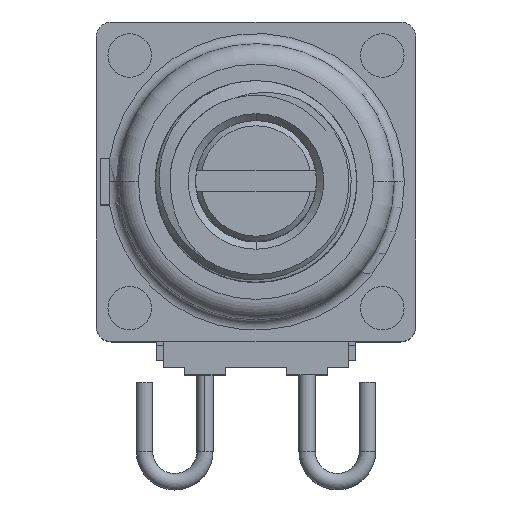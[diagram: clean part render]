
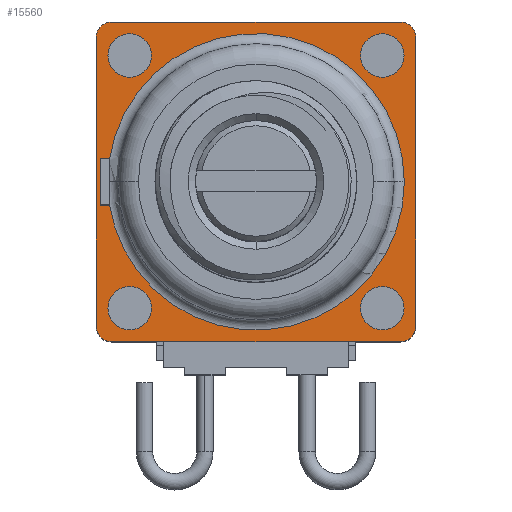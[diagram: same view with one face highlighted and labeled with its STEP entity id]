
A CAD part, top view. The second image highlights one B-rep face of the part: STEP entity #15560.
In plain terms, the highlighted face is planar.
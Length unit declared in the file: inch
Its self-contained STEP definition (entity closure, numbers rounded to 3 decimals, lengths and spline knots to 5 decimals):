
#14841=CARTESIAN_POINT('',(-0.2825,0.2825,0.));
#14842=DIRECTION('',(0.,0.,1.));
#14843=DIRECTION('',(0.,1.,0.));
#14844=AXIS2_PLACEMENT_3D('',#14841,#14842,#14843);
#14846=CARTESIAN_POINT('',(-0.2825,-0.2825,0.));
#14847=DIRECTION('',(0.,0.,1.));
#14848=DIRECTION('',(-1.,0.,0.));
#14849=AXIS2_PLACEMENT_3D('',#14846,#14847,#14848);
#14851=CARTESIAN_POINT('',(0.2825,-0.2825,0.));
#14852=DIRECTION('',(0.,0.,1.));
#14853=DIRECTION('',(0.,-1.,0.));
#14854=AXIS2_PLACEMENT_3D('',#14851,#14852,#14853);
#14856=CARTESIAN_POINT('',(0.2825,0.2825,0.));
#14857=DIRECTION('',(0.,0.,1.));
#14858=DIRECTION('',(1.,0.,0.));
#14859=AXIS2_PLACEMENT_3D('',#14856,#14857,#14858);
#14861=CARTESIAN_POINT('',(0.247,0.247,0.));
#14862=DIRECTION('',(0.,0.,-1.));
#14863=DIRECTION('',(-1.,0.,0.));
#14864=AXIS2_PLACEMENT_3D('',#14861,#14862,#14863);
#14866=CARTESIAN_POINT('',(0.247,0.247,0.));
#14867=DIRECTION('',(0.,0.,-1.));
#14868=DIRECTION('',(1.,0.,0.));
#14869=AXIS2_PLACEMENT_3D('',#14866,#14867,#14868);
#14871=CARTESIAN_POINT('',(-0.247,0.247,0.));
#14872=DIRECTION('',(0.,0.,-1.));
#14873=DIRECTION('',(-1.,0.,0.));
#14874=AXIS2_PLACEMENT_3D('',#14871,#14872,#14873);
#14876=CARTESIAN_POINT('',(-0.247,0.247,0.));
#14877=DIRECTION('',(0.,0.,-1.));
#14878=DIRECTION('',(1.,0.,0.));
#14879=AXIS2_PLACEMENT_3D('',#14876,#14877,#14878);
#14881=CARTESIAN_POINT('',(-0.247,-0.247,0.));
#14882=DIRECTION('',(0.,0.,-1.));
#14883=DIRECTION('',(-1.,0.,0.));
#14884=AXIS2_PLACEMENT_3D('',#14881,#14882,#14883);
#14886=CARTESIAN_POINT('',(-0.247,-0.247,0.));
#14887=DIRECTION('',(0.,0.,-1.));
#14888=DIRECTION('',(1.,0.,0.));
#14889=AXIS2_PLACEMENT_3D('',#14886,#14887,#14888);
#14891=CARTESIAN_POINT('',(0.247,-0.247,0.));
#14892=DIRECTION('',(0.,0.,-1.));
#14893=DIRECTION('',(-1.,0.,0.));
#14894=AXIS2_PLACEMENT_3D('',#14891,#14892,#14893);
#14896=CARTESIAN_POINT('',(0.247,-0.247,0.));
#14897=DIRECTION('',(0.,0.,-1.));
#14898=DIRECTION('',(1.,0.,0.));
#14899=AXIS2_PLACEMENT_3D('',#14896,#14897,#14898);
#14901=CARTESIAN_POINT('',(0.,0.,0.));
#14902=DIRECTION('',(0.,0.,-1.));
#14903=DIRECTION('',(0.99,-0.143,0.));
#14904=AXIS2_PLACEMENT_3D('',#14901,#14902,#14903);
#14906=CARTESIAN_POINT('',(0.,0.,0.));
#14907=DIRECTION('',(0.,0.,-1.));
#14908=DIRECTION('',(-1.,0.,0.));
#14909=AXIS2_PLACEMENT_3D('',#14906,#14907,#14908);
#14919=DIRECTION('',(1.,0.,0.));
#14920=VECTOR('',#14919,0.565);
#14921=CARTESIAN_POINT('',(-0.2825,0.3125,0.));
#14922=LINE('',#14921,#14920);
#14931=DIRECTION('',(0.,-1.,0.));
#14932=VECTOR('',#14931,0.565);
#14933=CARTESIAN_POINT('',(0.3125,0.2825,0.));
#14934=LINE('',#14933,#14932);
#14943=DIRECTION('',(-1.,0.,0.));
#14944=VECTOR('',#14943,0.565);
#14945=CARTESIAN_POINT('',(0.2825,-0.3125,0.));
#14946=LINE('',#14945,#14944);
#14955=DIRECTION('',(0.,1.,0.));
#14956=VECTOR('',#14955,0.565);
#14957=CARTESIAN_POINT('',(-0.3125,-0.2825,0.));
#14958=LINE('',#14957,#14956);
#15256=CARTESIAN_POINT('',(0.,0.,0.));
#15257=DIRECTION('',(0.,0.,1.));
#15258=DIRECTION('',(-1.,0.,0.));
#15259=AXIS2_PLACEMENT_3D('',#15256,#15257,#15258);
#15261=DIRECTION('',(0.,-1.,0.));
#15262=VECTOR('',#15261,0.00389);
#15263=CARTESIAN_POINT('',(0.287,-0.04161,0.));
#15264=LINE('',#15263,#15262);
#15269=DIRECTION('',(0.,-1.,0.));
#15270=VECTOR('',#15269,0.00389);
#15271=CARTESIAN_POINT('',(0.287,0.0455,0.));
#15272=LINE('',#15271,#15270);
#15287=DIRECTION('',(1.,0.,0.));
#15288=VECTOR('',#15287,0.018);
#15289=CARTESIAN_POINT('',(0.287,-0.0455,0.));
#15290=LINE('',#15289,#15288);
#15295=DIRECTION('',(0.,1.,0.));
#15296=VECTOR('',#15295,0.091);
#15297=CARTESIAN_POINT('',(0.305,-0.0455,0.));
#15298=LINE('',#15297,#15296);
#15303=DIRECTION('',(-1.,0.,0.));
#15304=VECTOR('',#15303,0.018);
#15305=CARTESIAN_POINT('',(0.305,0.0455,0.));
#15306=LINE('',#15305,#15304);
#15349=CARTESIAN_POINT('',(-0.2825,0.3125,0.));
#15350=CARTESIAN_POINT('',(-0.3125,0.2825,0.));
#15351=VERTEX_POINT('',#15349);
#15352=VERTEX_POINT('',#15350);
#15353=CARTESIAN_POINT('',(-0.3125,-0.2825,0.));
#15354=VERTEX_POINT('',#15353);
#15355=CARTESIAN_POINT('',(-0.2825,-0.3125,0.));
#15356=VERTEX_POINT('',#15355);
#15357=CARTESIAN_POINT('',(0.2825,-0.3125,0.));
#15358=VERTEX_POINT('',#15357);
#15359=CARTESIAN_POINT('',(0.3125,-0.2825,0.));
#15360=VERTEX_POINT('',#15359);
#15361=CARTESIAN_POINT('',(0.3125,0.2825,0.));
#15362=VERTEX_POINT('',#15361);
#15363=CARTESIAN_POINT('',(0.2825,0.3125,0.));
#15364=VERTEX_POINT('',#15363);
#15365=CARTESIAN_POINT('',(0.2155,0.247,0.));
#15366=CARTESIAN_POINT('',(0.2785,0.247,0.));
#15367=VERTEX_POINT('',#15365);
#15368=VERTEX_POINT('',#15366);
#15369=CARTESIAN_POINT('',(-0.2785,0.247,0.));
#15370=CARTESIAN_POINT('',(-0.2155,0.247,0.));
#15371=VERTEX_POINT('',#15369);
#15372=VERTEX_POINT('',#15370);
#15373=CARTESIAN_POINT('',(-0.2785,-0.247,0.));
#15374=CARTESIAN_POINT('',(-0.2155,-0.247,0.));
#15375=VERTEX_POINT('',#15373);
#15376=VERTEX_POINT('',#15374);
#15377=CARTESIAN_POINT('',(0.2155,-0.247,0.));
#15378=CARTESIAN_POINT('',(0.2785,-0.247,0.));
#15379=VERTEX_POINT('',#15377);
#15380=VERTEX_POINT('',#15378);
#15381=CARTESIAN_POINT('',(0.305,-0.0455,0.));
#15382=CARTESIAN_POINT('',(0.305,0.0455,0.));
#15383=VERTEX_POINT('',#15381);
#15384=VERTEX_POINT('',#15382);
#15385=CARTESIAN_POINT('',(0.287,-0.0455,0.));
#15386=VERTEX_POINT('',#15385);
#15387=CARTESIAN_POINT('',(0.287,-0.04161,0.));
#15388=VERTEX_POINT('',#15387);
#15389=CARTESIAN_POINT('',(-0.29,-0.00156,0.));
#15390=VERTEX_POINT('',#15389);
#15391=CARTESIAN_POINT('',(-0.29,0.00002,0.));
#15392=VERTEX_POINT('',#15391);
#15393=CARTESIAN_POINT('',(0.287,0.04161,0.));
#15394=VERTEX_POINT('',#15393);
#15395=CARTESIAN_POINT('',(0.287,0.0455,0.));
#15396=VERTEX_POINT('',#15395);
#15495=CARTESIAN_POINT('',(0.,0.,0.));
#15496=DIRECTION('',(0.,0.,1.));
#15497=DIRECTION('',(1.,0.,0.));
#15498=AXIS2_PLACEMENT_3D('',#15495,#15496,#15497);
#15499=PLANE('',#15498);
#15501=ORIENTED_EDGE('',*,*,#15500,.T.);
#15503=ORIENTED_EDGE('',*,*,#15502,.F.);
#15505=ORIENTED_EDGE('',*,*,#15504,.T.);
#15507=ORIENTED_EDGE('',*,*,#15506,.F.);
#15509=ORIENTED_EDGE('',*,*,#15508,.T.);
#15511=ORIENTED_EDGE('',*,*,#15510,.F.);
#15513=ORIENTED_EDGE('',*,*,#15512,.T.);
#15515=ORIENTED_EDGE('',*,*,#15514,.F.);
#15516=EDGE_LOOP('',(#15501,#15503,#15505,#15507,#15509,#15511,#15513,#15515));
#15517=FACE_OUTER_BOUND('',#15516,.F.);
#15519=ORIENTED_EDGE('',*,*,#15518,.T.);
#15521=ORIENTED_EDGE('',*,*,#15520,.T.);
#15522=EDGE_LOOP('',(#15519,#15521));
#15523=FACE_BOUND('',#15522,.F.);
#15525=ORIENTED_EDGE('',*,*,#15524,.T.);
#15527=ORIENTED_EDGE('',*,*,#15526,.T.);
#15528=EDGE_LOOP('',(#15525,#15527));
#15529=FACE_BOUND('',#15528,.F.);
#15531=ORIENTED_EDGE('',*,*,#15530,.T.);
#15533=ORIENTED_EDGE('',*,*,#15532,.T.);
#15534=EDGE_LOOP('',(#15531,#15533));
#15535=FACE_BOUND('',#15534,.F.);
#15537=ORIENTED_EDGE('',*,*,#15536,.T.);
#15539=ORIENTED_EDGE('',*,*,#15538,.T.);
#15540=EDGE_LOOP('',(#15537,#15539));
#15541=FACE_BOUND('',#15540,.F.);
#15543=ORIENTED_EDGE('',*,*,#15542,.F.);
#15545=ORIENTED_EDGE('',*,*,#15544,.F.);
#15547=ORIENTED_EDGE('',*,*,#15546,.F.);
#15549=ORIENTED_EDGE('',*,*,#15548,.T.);
#15551=ORIENTED_EDGE('',*,*,#15550,.F.);
#15553=ORIENTED_EDGE('',*,*,#15552,.T.);
#15555=ORIENTED_EDGE('',*,*,#15554,.F.);
#15557=ORIENTED_EDGE('',*,*,#15556,.F.);
#15558=EDGE_LOOP('',(#15543,#15545,#15547,#15549,#15551,#15553,#15555,#15557));
#15559=FACE_BOUND('',#15558,.F.);
#15560=ADVANCED_FACE('',(#15517,#15523,#15529,#15535,#15541,#15559),#15499,.F.);
#14845=CIRCLE('',#14844,0.03);
#14850=CIRCLE('',#14849,0.03);
#14855=CIRCLE('',#14854,0.03);
#14860=CIRCLE('',#14859,0.03);
#14865=CIRCLE('',#14864,0.0315);
#14870=CIRCLE('',#14869,0.0315);
#14875=CIRCLE('',#14874,0.0315);
#14880=CIRCLE('',#14879,0.0315);
#14885=CIRCLE('',#14884,0.0315);
#14890=CIRCLE('',#14889,0.0315);
#14895=CIRCLE('',#14894,0.0315);
#14900=CIRCLE('',#14899,0.0315);
#14905=CIRCLE('',#14904,0.29);
#14910=CIRCLE('',#14909,0.29);
#15260=CIRCLE('',#15259,0.29);
#15500=EDGE_CURVE('',#15351,#15352,#14845,.T.);
#15502=EDGE_CURVE('',#15354,#15352,#14958,.T.);
#15504=EDGE_CURVE('',#15354,#15356,#14850,.T.);
#15506=EDGE_CURVE('',#15358,#15356,#14946,.T.);
#15508=EDGE_CURVE('',#15358,#15360,#14855,.T.);
#15510=EDGE_CURVE('',#15362,#15360,#14934,.T.);
#15512=EDGE_CURVE('',#15362,#15364,#14860,.T.);
#15514=EDGE_CURVE('',#15351,#15364,#14922,.T.);
#15518=EDGE_CURVE('',#15367,#15368,#14865,.T.);
#15520=EDGE_CURVE('',#15368,#15367,#14870,.T.);
#15524=EDGE_CURVE('',#15371,#15372,#14875,.T.);
#15526=EDGE_CURVE('',#15372,#15371,#14880,.T.);
#15530=EDGE_CURVE('',#15375,#15376,#14885,.T.);
#15532=EDGE_CURVE('',#15376,#15375,#14890,.T.);
#15536=EDGE_CURVE('',#15379,#15380,#14895,.T.);
#15538=EDGE_CURVE('',#15380,#15379,#14900,.T.);
#15542=EDGE_CURVE('',#15383,#15384,#15298,.T.);
#15544=EDGE_CURVE('',#15386,#15383,#15290,.T.);
#15546=EDGE_CURVE('',#15388,#15386,#15264,.T.);
#15548=EDGE_CURVE('',#15388,#15390,#14905,.T.);
#15550=EDGE_CURVE('',#15392,#15390,#15260,.T.);
#15552=EDGE_CURVE('',#15392,#15394,#14910,.T.);
#15554=EDGE_CURVE('',#15396,#15394,#15272,.T.);
#15556=EDGE_CURVE('',#15384,#15396,#15306,.T.);
